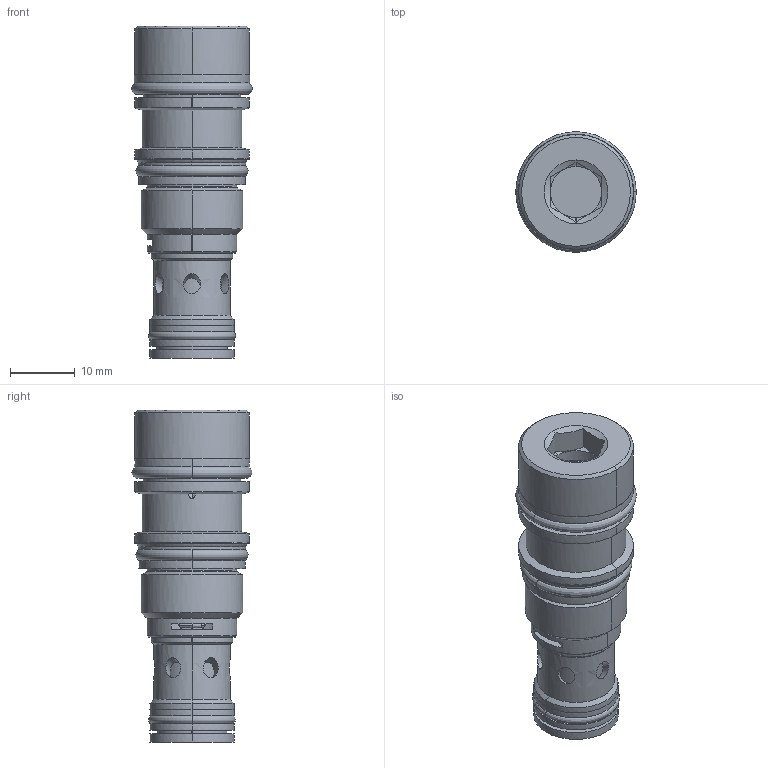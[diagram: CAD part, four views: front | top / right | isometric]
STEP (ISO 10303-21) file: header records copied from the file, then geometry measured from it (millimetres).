
FILE_DESCRIPTION((''),'2;1');
FILE_NAME('CKBGXCN','2017-06-20T',('SVC_Sigmax'),(''),'PRO/ENGINEER BY PARAMETRIC TECHNOLOGY CORPORATION, 2016010','PRO/ENGINEER BY PARAMETRIC TECHNOLOGY CORPORATION, 2016010','');
FILE_SCHEMA(('CONFIG_CONTROL_DESIGN'));
Products named in the file (1): CKBGXCN
Bounding box: 18.64 x 18.62 x 51.42 mm (x, y, z)
Surface area: 7615.9 mm2 (no closed solid volume)
Topology: 0 solids, 0 shells, 234 faces, 1086 edges, 1064 vertices
Faces by surface type: bspline 206, torus 28
Entity records: 41435 total; most frequent: CARTESIAN_POINT 32030, DIRECTION 1514, TRIMMED_CURVE 1184, DEFINITIONAL_REPRESENTATION 1046, PCURVE 1046, COMPOSITE_CURVE_SEGMENT 1046, VECTOR 910, LINE 910
